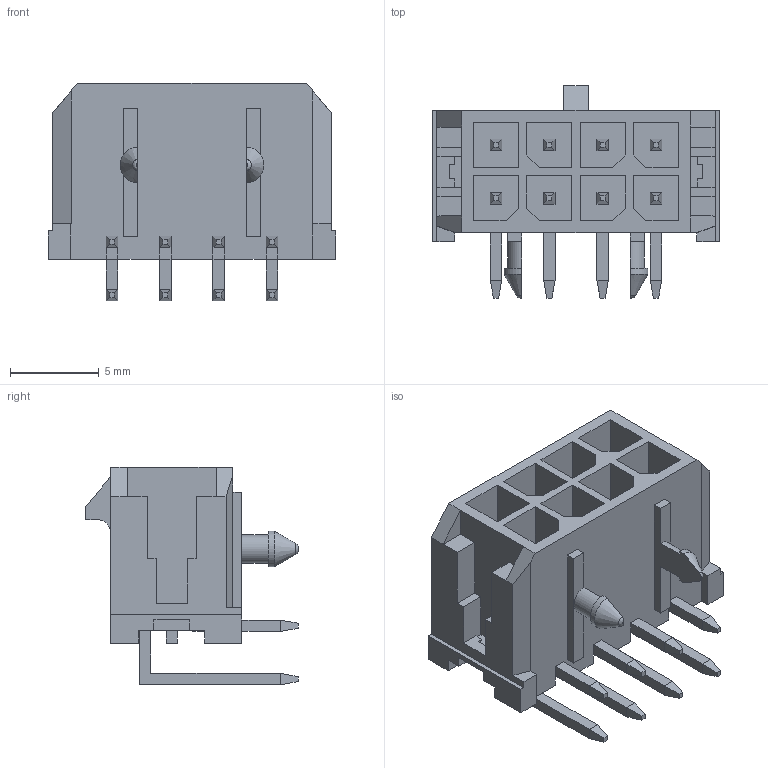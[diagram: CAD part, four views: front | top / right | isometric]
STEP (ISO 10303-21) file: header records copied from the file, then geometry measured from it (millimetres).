
FILE_DESCRIPTION((''),'2;1');
FILE_NAME('430450801','2014-09-03T',('me'),(''),'PRO/ENGINEER BY PARAMETRIC TECHNOLOGY CORPORATION, 2011490','PRO/ENGINEER BY PARAMETRIC TECHNOLOGY CORPORATION, 2011490','');
FILE_SCHEMA(('CONFIG_CONTROL_DESIGN'));
Length unit declared in the file: millimetre
Products named in the file (1): 430450801
Bounding box: 16.15 x 11.95 x 12.24 mm (x, y, z)
Volume: 667.3 mm3; surface area: 1551.3 mm2
Topology: 1 solids, 1 shells, 407 faces, 1047 edges, 665 vertices
Faces by surface type: plane 398, cylinder 5, cone 2, bspline 2
Entity records: 12028 total; most frequent: CARTESIAN_POINT 2148, ORIENTED_EDGE 2048, DIRECTION 1899, EDGE_CURVE 1024, VECTOR 1007, LINE 1007, VERTEX_POINT 639, AXIS2_PLACEMENT_3D 446
